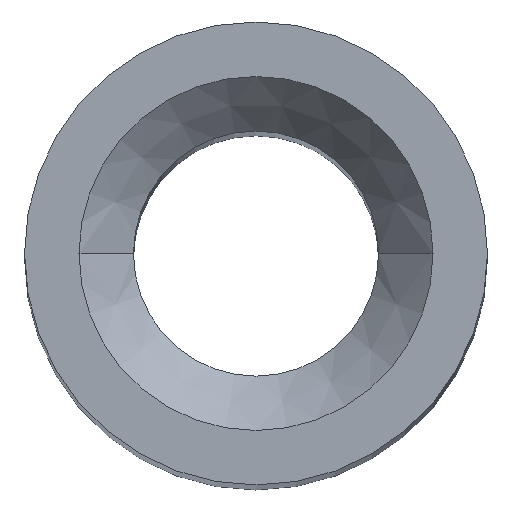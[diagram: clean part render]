
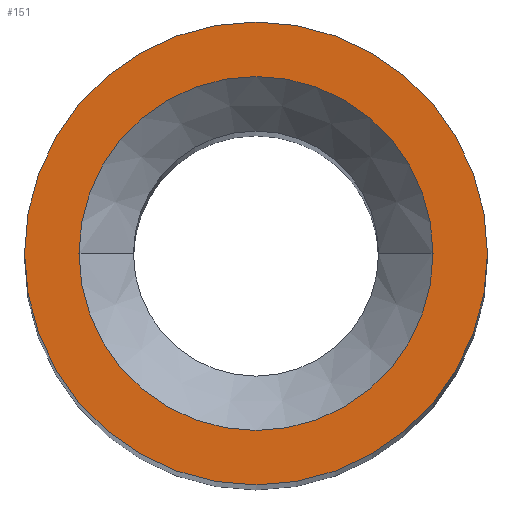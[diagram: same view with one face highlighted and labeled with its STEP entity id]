
A CAD part, top view. The second image highlights one B-rep face of the part: STEP entity #151.
In plain terms, the highlighted planar face has unit normal (0, 0, 1).
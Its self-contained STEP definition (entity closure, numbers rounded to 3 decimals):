
#25 = ORIENTED_EDGE ( 'NONE', *, *, #344, .T. ) ;
#26 = ORIENTED_EDGE ( 'NONE', *, *, #342, .T. ) ;
#27 = ORIENTED_EDGE ( 'NONE', *, *, #305, .T. ) ;
#29 = ORIENTED_EDGE ( 'NONE', *, *, #301, .T. ) ;
#50 = EDGE_LOOP ( 'NONE', ( #25, #26 ) ) ;
#52 = EDGE_LOOP ( 'NONE', ( #27, #29 ) ) ;
#65 = FACE_OUTER_BOUND ( 'NONE', #52, .T. ) ;
#67 = FACE_BOUND ( 'NONE', #50, .T. ) ;
#89 = CIRCLE ( 'NONE', #338, 4.25 ) ;
#94 = CIRCLE ( 'NONE', #309, 4.25 ) ;
#99 = CIRCLE ( 'NONE', #312, 3.25 ) ;
#101 = CIRCLE ( 'NONE', #314, 3.25 ) ;
#151 = ADVANCED_FACE ( 'NONE', ( #67, #65 ), #182, .T. ) ;
#160 = VERTEX_POINT ( 'NONE', #199 ) ;
#171 = VERTEX_POINT ( 'NONE', #209 ) ;
#172 = VERTEX_POINT ( 'NONE', #202 ) ;
#173 = VERTEX_POINT ( 'NONE', #210 ) ;
#182 = PLANE ( 'NONE',  #340 ) ;
#185 = CARTESIAN_POINT ( 'NONE',  ( 0., 0., 53. ) ) ;
#193 = DIRECTION ( 'NONE',  ( 0., 0., 1. ) ) ;
#194 = DIRECTION ( 'NONE',  ( 1., 0., 0. ) ) ;
#199 = CARTESIAN_POINT ( 'NONE',  ( -3.25, 0., 53. ) ) ;
#202 = CARTESIAN_POINT ( 'NONE',  ( 4.25, 0., 53. ) ) ;
#209 = CARTESIAN_POINT ( 'NONE',  ( 3.25, 0., 53. ) ) ;
#210 = CARTESIAN_POINT ( 'NONE',  ( -4.25, 0., 53. ) ) ;
#228 = CARTESIAN_POINT ( 'NONE',  ( 0., 0., 53. ) ) ;
#230 = DIRECTION ( 'NONE',  ( 0., 0., 1. ) ) ;
#231 = DIRECTION ( 'NONE',  ( 1., 0., 0. ) ) ;
#232 = CARTESIAN_POINT ( 'NONE',  ( 0., 0., 53. ) ) ;
#241 = CARTESIAN_POINT ( 'NONE',  ( 0., 0., 53. ) ) ;
#242 = DIRECTION ( 'NONE',  ( 0., 0., 1. ) ) ;
#243 = DIRECTION ( 'NONE',  ( 1., 0., 0. ) ) ;
#252 = DIRECTION ( 'NONE',  ( 0., 0., -1. ) ) ;
#253 = DIRECTION ( 'NONE',  ( 1., 0., 0. ) ) ;
#254 = CARTESIAN_POINT ( 'NONE',  ( 0., 0., 53. ) ) ;
#255 = DIRECTION ( 'NONE',  ( 0., 0., -1. ) ) ;
#256 = DIRECTION ( 'NONE',  ( 1., 0., 0. ) ) ;
#301 = EDGE_CURVE ( 'NONE', #172, #173, #89, .T. ) ;
#305 = EDGE_CURVE ( 'NONE', #173, #172, #94, .T. ) ;
#309 = AXIS2_PLACEMENT_3D ( 'NONE', #232, #242, #243 ) ;
#312 = AXIS2_PLACEMENT_3D ( 'NONE', #241, #252, #253 ) ;
#314 = AXIS2_PLACEMENT_3D ( 'NONE', #254, #255, #256 ) ;
#338 = AXIS2_PLACEMENT_3D ( 'NONE', #228, #230, #231 ) ;
#340 = AXIS2_PLACEMENT_3D ( 'NONE', #185, #193, #194 ) ;
#342 = EDGE_CURVE ( 'NONE', #160, #171, #99, .T. ) ;
#344 = EDGE_CURVE ( 'NONE', #171, #160, #101, .T. ) ;
